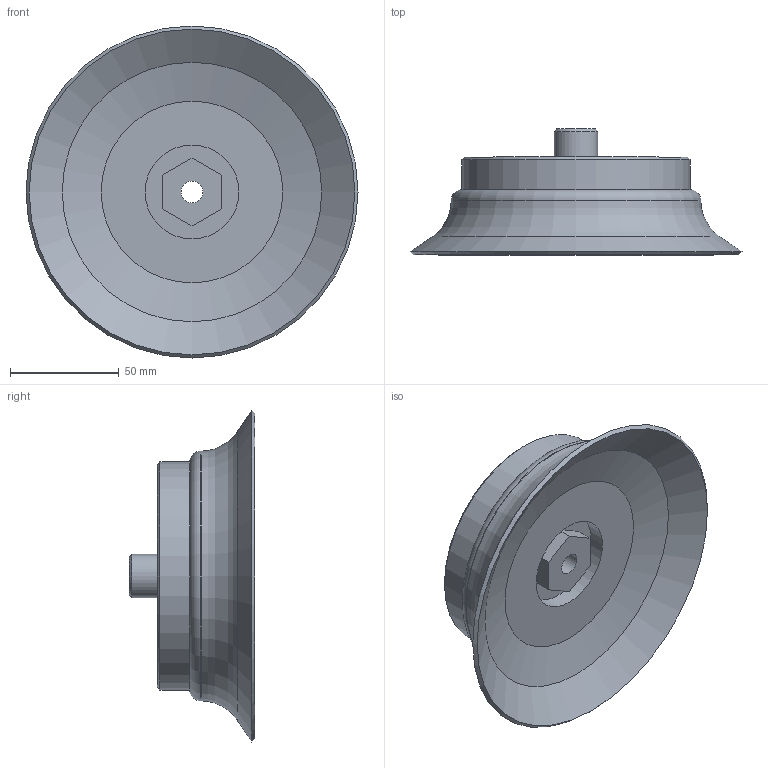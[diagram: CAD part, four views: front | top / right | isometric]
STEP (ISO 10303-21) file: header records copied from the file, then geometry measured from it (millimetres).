
FILE_DESCRIPTION(/* description */ ('STEP AP214'),/* implementation_level */ '2;1');
FILE_NAME(/* name */ '189328_ESS-150-SS',/* time_stamp */ '2024-08-28T08:23:56+02:00',/* author */ ('License CC BY-ND 4.0'),/* organization */ ('CADENAS'),/* preprocessor_version */ 'ST-DEVELOPER v19.3',/* originating_system */ 'PARTsolutions',/* authorisation */ ' ');
FILE_SCHEMA (('TECHNICAL_DATA_PACKAGING','AUTOMOTIVE_DESIGN {1 0 10303 214 3 1 1}'));
Length unit declared in the file: millimetre
Products named in the file (1): 189328 ESS-150-SS
Bounding box: 152.88 x 58 x 152.88 mm (x, y, z)
Volume: 313944.9 mm3; surface area: 52921 mm2
Topology: 1 solids, 1 shells, 24 faces, 48 edges, 29 vertices
Faces by surface type: plane 11, cone 6, cylinder 5, torus 2
Full cylindrical faces by diameter (mm): 10 x1, 20 x1, 43.2 x1, 105 x1, 115 x1
Entity records: 748 total; most frequent: DIRECTION 102, CARTESIAN_POINT 89, ORIENTED_EDGE 70, EDGE_LOOP 42, FACE_BOUND 42, AXIS2_PLACEMENT_3D 42, EDGE_CURVE 35, VERTEX_POINT 29
